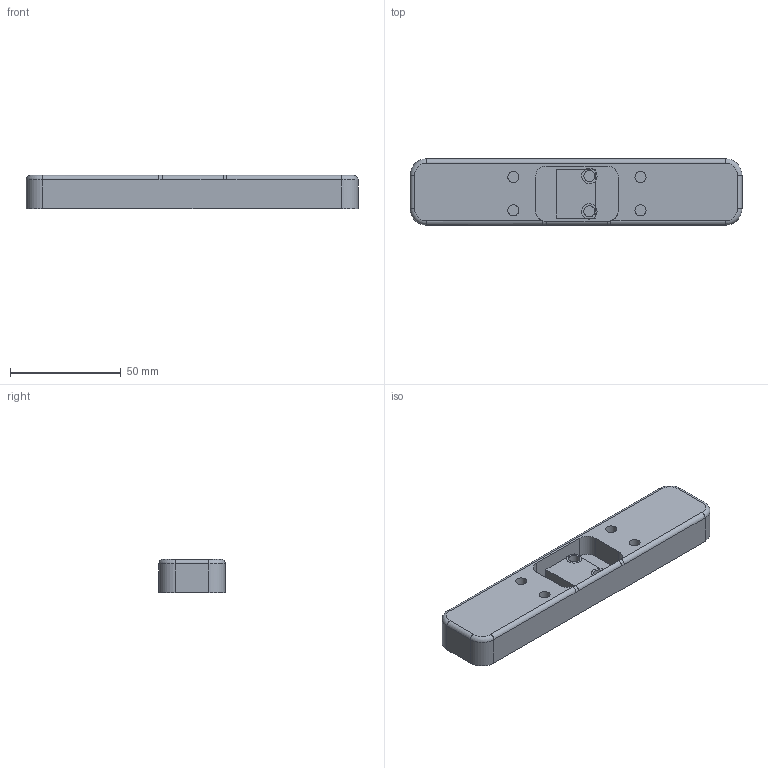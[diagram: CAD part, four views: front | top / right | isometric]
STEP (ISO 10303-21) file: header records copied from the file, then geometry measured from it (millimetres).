
FILE_DESCRIPTION(('FreeCAD Model'),'2;1');
FILE_NAME('Open CASCADE Shape Model','2023-09-28T16:24:48',(''),(''), 'Open CASCADE STEP processor 7.6','FreeCAD','Unknown');
FILE_SCHEMA(('AUTOMOTIVE_DESIGN { 1 0 10303 214 1 1 1 1 }'));
Length unit declared in the file: millimetre
Products named in the file (1): Body
Bounding box: 150 x 30 x 15 mm (x, y, z)
Volume: 56733.4 mm3; surface area: 16283.7 mm2
Topology: 1 solids, 1 shells, 70 faces, 149 edges, 90 vertices
Faces by surface type: plane 36, cylinder 27, torus 4, bspline 3
Full cylindrical faces by diameter (mm): 5 x6, 20 x2
Entity records: 3918 total; most frequent: CARTESIAN_POINT 795, DIRECTION 612, LINE 315, VECTOR 315, ORIENTED_EDGE 298, PCURVE 298, DEFINITIONAL_REPRESENTATION 298, EDGE_CURVE 149
